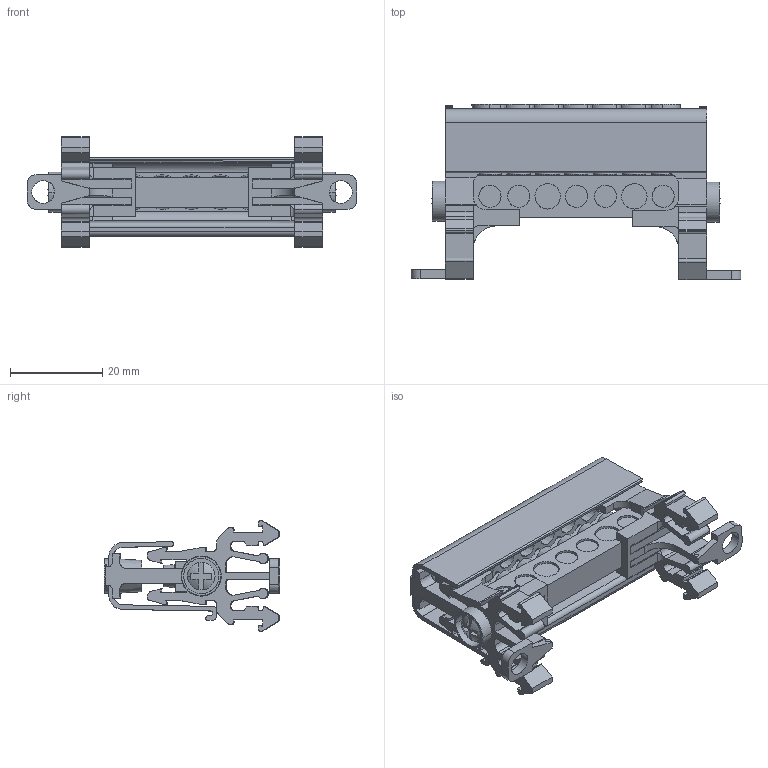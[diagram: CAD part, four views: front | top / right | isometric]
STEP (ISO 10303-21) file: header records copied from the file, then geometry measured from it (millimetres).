
FILE_DESCRIPTION (( 'STEP AP203' ), '1' );
FILE_NAME ('6,5x9 Tek Kutuplu Daðýtýcý Ünite - 7 Delikli.STEP', '2019-02-20T11:29:54', ( '' ), ( '' ), 'SwSTEP 2.0', 'SolidWorks 2011', '' );
FILE_SCHEMA (( 'CONFIG_CONTROL_DESIGN' ));
Length unit declared in the file: millimetre
Products named in the file (1): 6,5x9 Tek Kutuplu Daðýtýcý Ünite - 7 Delikli
Bounding box: 71.38 x 38 x 24 mm (x, y, z)
Volume: 11321 mm3; surface area: 15024.9 mm2
Topology: 1 solids, 1 shells, 744 faces, 2171 edges, 1454 vertices
Faces by surface type: plane 362, cylinder 222, bspline 78, cone 57, torus 25
Entity records: 34610 total; most frequent: CARTESIAN_POINT 17094, ORIENTED_EDGE 4342, DIRECTION 2488, EDGE_CURVE 2171, VERTEX_POINT 1454, B_SPLINE_CURVE_WITH_KNOTS 1083, LINE 1022, VECTOR 1022
